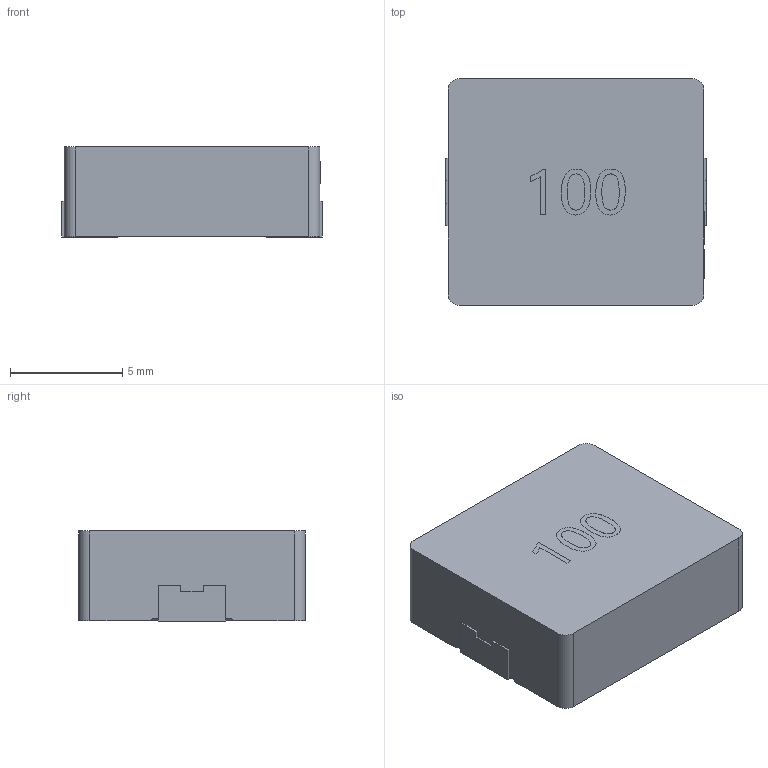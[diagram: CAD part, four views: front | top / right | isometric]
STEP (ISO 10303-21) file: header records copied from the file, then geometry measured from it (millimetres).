
FILE_DESCRIPTION(/* description */ (''),/* implementation_level */ '2;1');
FILE_NAME(/* name */ '3D_PCB1_2023-02-16.step',/* time_stamp */ '2023-02-16T20:11:50+08:00',/* author */ (''),/* organization */ (''),/* preprocessor_version */ 'ST-DEVELOPER v19.2',/* originating_system */ 'Autodesk Translation Framework v11.17.0.187',/* authorisation */ '');
FILE_SCHEMA (('AUTOMOTIVE_DESIGN { 1 0 10303 214 3 1 1 }'));
Length unit declared in the file: millimetre
Products named in the file (4): (Unsaved); L1; IND-SMD_L11.6-W10.1; COMPOUND (1)
Assembly tree (3 placements, depth 4):
  (Unsaved)
    L1
      IND-SMD_L11.6-W10.1
        COMPOUND (1)
Bounding box: 11.6 x 10.1 x 4.01 mm (x, y, z)
Volume: 460.2 mm3; surface area: 448.4 mm2
Topology: 3 solids, 3 shells, 353 faces, 948 edges, 632 vertices
Faces by surface type: plane 219, bspline 130, cylinder 4
Entity records: 13721 total; most frequent: CARTESIAN_POINT 5030, ORIENTED_EDGE 1896, DIRECTION 1324, EDGE_CURVE 948, LINE 680, VECTOR 680, VERTEX_POINT 632, EDGE_LOOP 384
